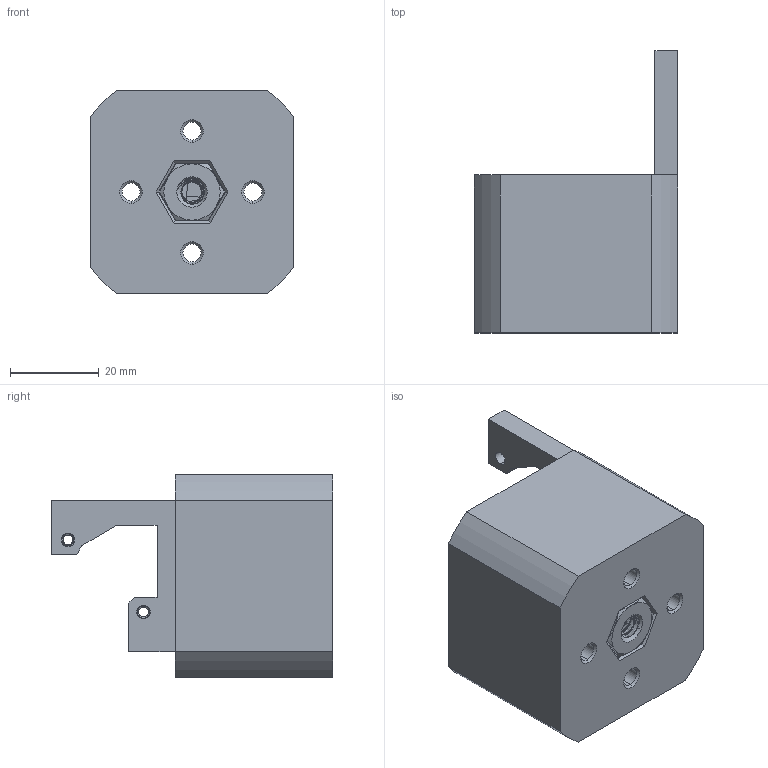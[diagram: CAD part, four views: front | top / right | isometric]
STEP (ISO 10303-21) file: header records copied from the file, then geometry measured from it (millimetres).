
FILE_DESCRIPTION (( 'STEP AP214' ), '1' );
FILE_NAME ('PEWAM0002 ¦ FMWAM0002.step', '2022-03-03T17:02:06', ( '' ), ( '' ), 'SwSTEP 2.0', 'SolidWorks 2021', '' );
FILE_SCHEMA (( 'AUTOMOTIVE_DESIGN' ));
Length unit declared in the file: inch
Products named in the file (1): PEWAM0002 ｦ FMWAM0002
Bounding box: 45.72 x 63.5 x 45.72 mm (x, y, z)
Volume: 71580.6 mm3; surface area: 17497.7 mm2
Topology: 4 solids, 4 shells, 339 faces, 865 edges, 542 vertices
Faces by surface type: cylinder 174, cone 81, plane 80, bspline 4
Entity records: 14594 total; most frequent: CARTESIAN_POINT 7132, ORIENTED_EDGE 1730, DIRECTION 1361, EDGE_CURVE 865, VERTEX_POINT 542, AXIS2_PLACEMENT_3D 493, LINE 375, VECTOR 375
